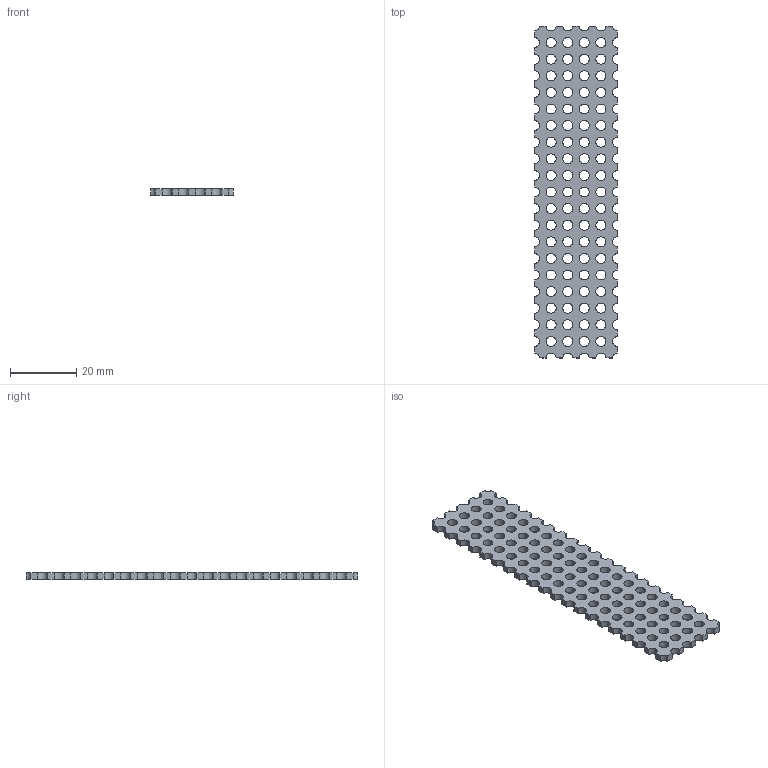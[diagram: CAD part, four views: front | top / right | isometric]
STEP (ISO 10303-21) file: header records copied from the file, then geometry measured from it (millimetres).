
FILE_DESCRIPTION (( 'STEP AP214' ), '1' );
FILE_NAME ('Board 100x25.STEP', '2022-02-11T14:12:01', ( '' ), ( '' ), 'SwSTEP 2.0', 'SolidWorks 2016', '' );
FILE_SCHEMA (( 'AUTOMOTIVE_DESIGN' ));
Length unit declared in the file: millimetre
Products named in the file (2): Board 100x25
Bounding box: 25 x 100 x 2 mm (x, y, z)
Volume: 3586.3 mm3; surface area: 5671.2 mm2
Topology: 1 solids, 1 shells, 273 faces, 813 edges, 542 vertices
Faces by surface type: cylinder 221, plane 52
Entity records: 9762 total; most frequent: DIRECTION 1805, CARTESIAN_POINT 1630, ORIENTED_EDGE 1626, EDGE_CURVE 813, AXIS2_PLACEMENT_3D 717, VERTEX_POINT 542, CIRCLE 442, EDGE_LOOP 425
